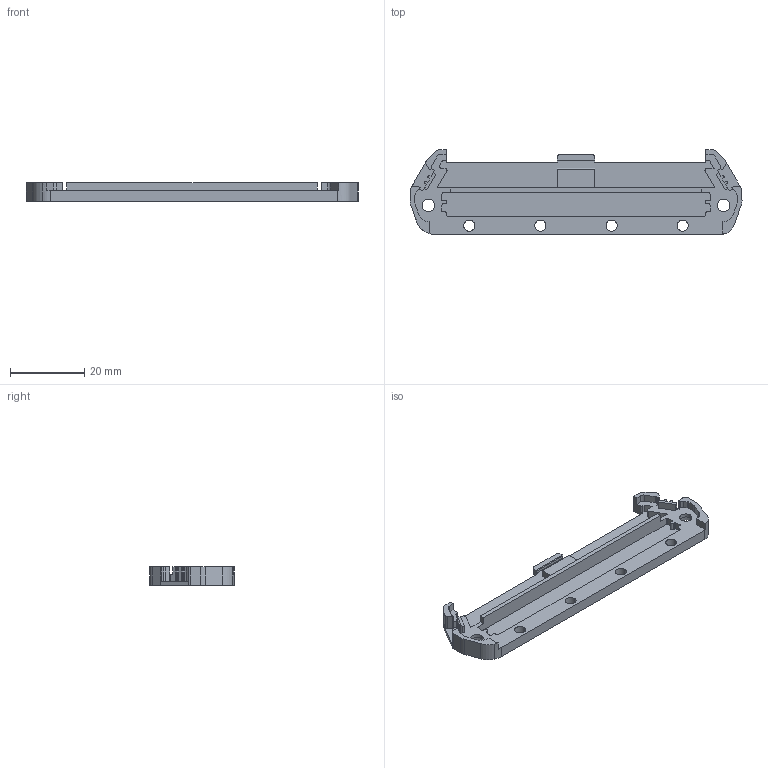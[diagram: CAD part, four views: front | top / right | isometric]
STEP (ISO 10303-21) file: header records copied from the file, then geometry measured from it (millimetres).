
FILE_DESCRIPTION(('SolidDesigner STEP Export'),'2;1');
FILE_NAME('um_72-se.stp','2001-10-23T11:57:49',(''),(''),'SolidDesigner STEP processor Version: 7.0(Mar 1999)for AP214(CD)(Solid Model)','CoCreate SolidDesigner: 09.01 27-May-2001(C) CoCreate Software GmbH','');
FILE_SCHEMA(('AUTOMOTIVE_DESIGN_CC2 {1 2 10303 214 -1 1 5 1}'));
Length unit declared in the file: millimetre
Products named in the file (2): um_72-se
Assembly tree (1 placements, depth 2):
  um_72-se
    um_72-se
Bounding box: 89.6 x 22.8 x 5 mm (x, y, z)
Volume: 3347.3 mm3; surface area: 5205.1 mm2
Topology: 1 solids, 1 shells, 255 faces, 738 edges, 491 vertices
Faces by surface type: plane 137, cylinder 117, bspline 1
Entity records: 10095 total; most frequent: ORIENTED_EDGE 1476, CARTESIAN_POINT 1475, DIRECTION 1264, EDGE_CURVE 738, VECTOR 492, LINE 492, VERTEX_POINT 491, AXIS2_PLACEMENT_3D 386
